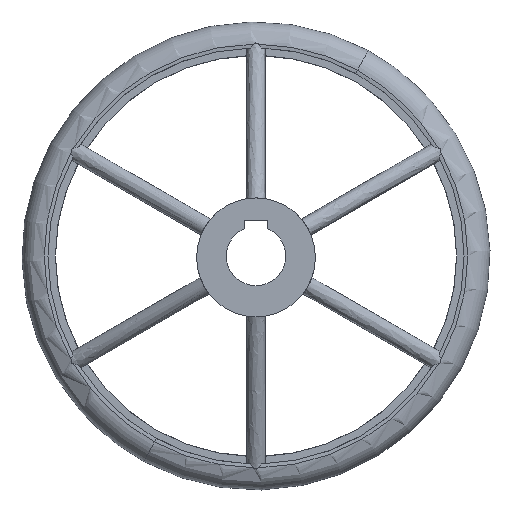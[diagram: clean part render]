
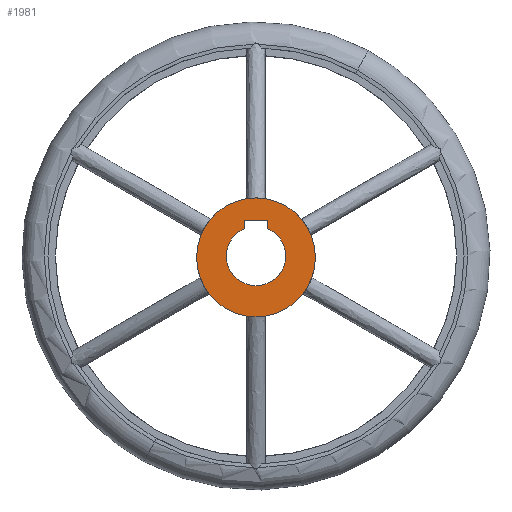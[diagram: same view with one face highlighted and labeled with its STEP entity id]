
A CAD part, front view. The second image highlights one B-rep face of the part: STEP entity #1981.
In plain terms, the highlighted planar face has unit normal (0, -1, 0).
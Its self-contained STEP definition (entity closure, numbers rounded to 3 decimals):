
#132 = CARTESIAN_POINT ( 'NONE',  ( -2.5, 0., 84.264 ) ) ;
#148 = ORIENTED_EDGE ( 'NONE', *, *, #2280, .T. ) ;
#183 = CARTESIAN_POINT ( 'NONE',  ( 12.8, 0., 76.264 ) ) ;
#186 = DIRECTION ( 'NONE',  ( 0., 0., 1. ) ) ;
#282 = DIRECTION ( 'NONE',  ( 0., 1., 0. ) ) ;
#329 = DIRECTION ( 'NONE',  ( 1., 0., 0. ) ) ;
#342 = CARTESIAN_POINT ( 'NONE',  ( 0., 0., 76.264 ) ) ;
#369 = CARTESIAN_POINT ( 'NONE',  ( -2.5, 0., 83.362 ) ) ;
#370 = VERTEX_POINT ( 'NONE', #132 ) ;
#371 = CIRCLE ( 'NONE', #1844, 6.4 ) ;
#382 = CIRCLE ( 'NONE', #1800, 12.8 ) ;
#407 = VERTEX_POINT ( 'NONE', #183 ) ;
#463 = LINE ( 'NONE', #2386, #1142 ) ;
#523 = CARTESIAN_POINT ( 'NONE',  ( 0., 0., 76.264 ) ) ;
#536 = DIRECTION ( 'NONE',  ( 1., 0., 0. ) ) ;
#567 = CARTESIAN_POINT ( 'NONE',  ( 0., 0., 76.569 ) ) ;
#655 = LINE ( 'NONE', #369, #2688 ) ;
#691 = DIRECTION ( 'NONE',  ( 1., 0., 0. ) ) ;
#751 = FACE_OUTER_BOUND ( 'NONE', #817, .T. ) ;
#764 = DIRECTION ( 'NONE',  ( 0., 1., 0. ) ) ;
#767 = EDGE_CURVE ( 'NONE', #821, #1851, #371, .T. ) ;
#774 = DIRECTION ( 'NONE',  ( 0., 1., 0. ) ) ;
#817 = EDGE_LOOP ( 'NONE', ( #1070, #1185 ) ) ;
#821 = VERTEX_POINT ( 'NONE', #2701 ) ;
#832 = VERTEX_POINT ( 'NONE', #2236 ) ;
#855 = EDGE_CURVE ( 'NONE', #407, #832, #2045, .T. ) ;
#857 = ORIENTED_EDGE ( 'NONE', *, *, #1591, .T. ) ;
#970 = VERTEX_POINT ( 'NONE', #2535 ) ;
#1070 = ORIENTED_EDGE ( 'NONE', *, *, #855, .F. ) ;
#1142 = VECTOR ( 'NONE', #691, 1000. ) ;
#1185 = ORIENTED_EDGE ( 'NONE', *, *, #1454, .F. ) ;
#1245 = DIRECTION ( 'NONE',  ( 0., 1., 0. ) ) ;
#1262 = DIRECTION ( 'NONE',  ( 1., 0., 0. ) ) ;
#1296 = EDGE_CURVE ( 'NONE', #370, #970, #463, .T. ) ;
#1398 = CARTESIAN_POINT ( 'NONE',  ( 2.5, 0., 83.362 ) ) ;
#1454 = EDGE_CURVE ( 'NONE', #832, #407, #382, .T. ) ;
#1479 = PLANE ( 'NONE',  #2599 ) ;
#1487 = VECTOR ( 'NONE', #2352, 1000. ) ;
#1591 = EDGE_CURVE ( 'NONE', #970, #821, #2758, .T. ) ;
#1800 = AXIS2_PLACEMENT_3D ( 'NONE', #342, #764, #2005 ) ;
#1844 = AXIS2_PLACEMENT_3D ( 'NONE', #567, #774, #1262 ) ;
#1851 = VERTEX_POINT ( 'NONE', #2567 ) ;
#1898 = ORIENTED_EDGE ( 'NONE', *, *, #767, .T. ) ;
#1981 = ADVANCED_FACE ( 'NONE', ( #2909, #751 ), #1479, .F. ) ;
#2005 = DIRECTION ( 'NONE',  ( 1., 0., 0. ) ) ;
#2045 = CIRCLE ( 'NONE', #2897, 12.8 ) ;
#2236 = CARTESIAN_POINT ( 'NONE',  ( -12.8, 0., 76.264 ) ) ;
#2280 = EDGE_CURVE ( 'NONE', #1851, #370, #655, .T. ) ;
#2307 = EDGE_LOOP ( 'NONE', ( #1898, #148, #2973, #857 ) ) ;
#2352 = DIRECTION ( 'NONE',  ( 0., 0., -1. ) ) ;
#2386 = CARTESIAN_POINT ( 'NONE',  ( 0., 0., 84.264 ) ) ;
#2434 = CARTESIAN_POINT ( 'NONE',  ( 0., 0., 0. ) ) ;
#2535 = CARTESIAN_POINT ( 'NONE',  ( 2.5, 0., 84.264 ) ) ;
#2567 = CARTESIAN_POINT ( 'NONE',  ( -2.5, 0., 82.461 ) ) ;
#2599 = AXIS2_PLACEMENT_3D ( 'NONE', #2434, #1245, #536 ) ;
#2688 = VECTOR ( 'NONE', #186, 1000. ) ;
#2701 = CARTESIAN_POINT ( 'NONE',  ( 2.5, 0., 82.461 ) ) ;
#2758 = LINE ( 'NONE', #1398, #1487 ) ;
#2897 = AXIS2_PLACEMENT_3D ( 'NONE', #523, #282, #329 ) ;
#2909 = FACE_BOUND ( 'NONE', #2307, .T. ) ;
#2973 = ORIENTED_EDGE ( 'NONE', *, *, #1296, .T. ) ;
